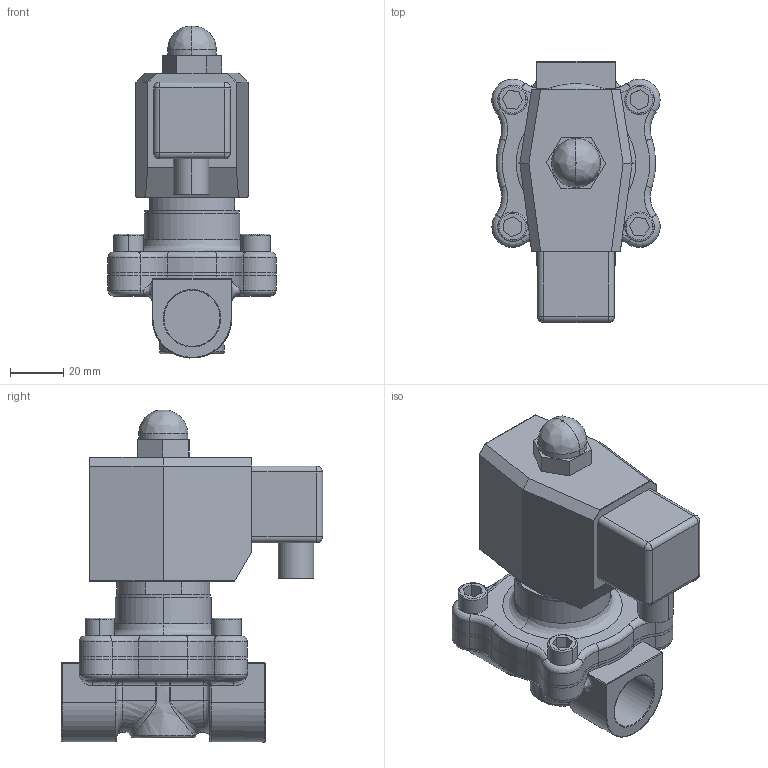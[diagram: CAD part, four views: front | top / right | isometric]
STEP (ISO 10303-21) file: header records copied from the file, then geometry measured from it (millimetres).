
FILE_DESCRIPTION(('FreeCAD Model'),'2;1');
FILE_NAME('Open CASCADE Shape Model','2025-05-04T10:31:33',('FreeCAD'),( 'FreeCAD'),'Open CASCADE STEP processor 7.6','FreeCAD','Unknown');
FILE_SCHEMA(('AUTOMOTIVE_DESIGN { 1 0 10303 214 1 1 1 1 }'));
Length unit declared in the file: millimetre
Products named in the file (1): Open CASCADE STEP translator 7.6 1
Bounding box: 63.04 x 97.88 x 124.39 mm (x, y, z)
Volume: 246195 mm3; surface area: 56652.4 mm2
Topology: 12 solids, 12 shells, 324 faces, 750 edges, 438 vertices
Faces by surface type: bspline 324
Entity records: 12045 total; most frequent: CARTESIAN_POINT 7911, ORIENTED_EDGE 1456, EDGE_CURVE 728, VERTEX_POINT 438, B_SPLINE_CURVE_WITH_KNOTS 384, FACE_BOUND 334, EDGE_LOOP 334, ADVANCED_FACE 324
